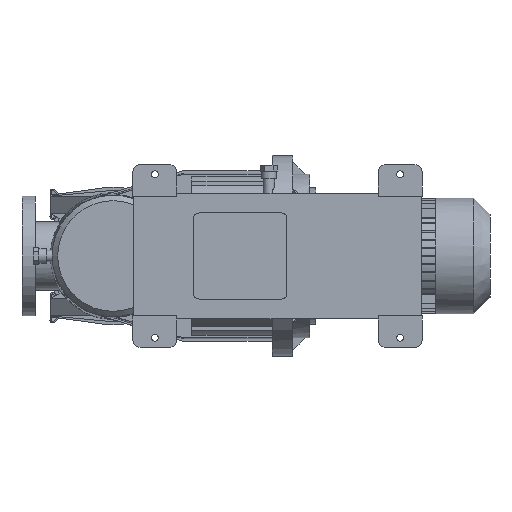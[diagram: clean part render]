
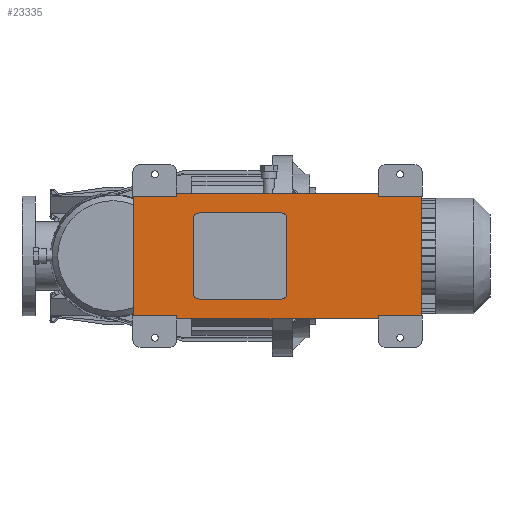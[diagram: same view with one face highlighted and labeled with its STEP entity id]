
A CAD part, front view. The second image highlights one B-rep face of the part: STEP entity #23335.
In plain terms, the highlighted planar face has unit normal (0, -1, 0).
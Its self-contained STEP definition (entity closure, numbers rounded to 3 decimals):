
#718=CIRCLE('',#24277,10.);
#720=CIRCLE('',#24280,10.);
#722=CIRCLE('',#24283,10.);
#724=CIRCLE('',#24286,10.);
#1669=ORIENTED_EDGE('',*,*,#6426,.T.);
#1670=ORIENTED_EDGE('',*,*,#6446,.T.);
#1671=ORIENTED_EDGE('',*,*,#6480,.F.);
#1672=ORIENTED_EDGE('',*,*,#6475,.T.);
#1673=ORIENTED_EDGE('',*,*,#6456,.T.);
#1674=ORIENTED_EDGE('',*,*,#6481,.T.);
#1675=ORIENTED_EDGE('',*,*,#6465,.T.);
#1676=ORIENTED_EDGE('',*,*,#6471,.T.);
#1677=ORIENTED_EDGE('',*,*,#6482,.F.);
#1678=ORIENTED_EDGE('',*,*,#6440,.T.);
#1679=ORIENTED_EDGE('',*,*,#6435,.T.);
#1680=ORIENTED_EDGE('',*,*,#6483,.T.);
#1681=ORIENTED_EDGE('',*,*,#6418,.T.);
#1682=ORIENTED_EDGE('',*,*,#6301,.T.);
#1683=ORIENTED_EDGE('',*,*,#6417,.T.);
#1684=ORIENTED_EDGE('',*,*,#6305,.T.);
#1685=ORIENTED_EDGE('',*,*,#6416,.T.);
#1686=ORIENTED_EDGE('',*,*,#6297,.T.);
#1687=ORIENTED_EDGE('',*,*,#6419,.T.);
#1688=ORIENTED_EDGE('',*,*,#6309,.T.);
#6297=EDGE_CURVE('',#8765,#8764,#718,.T.);
#6301=EDGE_CURVE('',#8769,#8768,#720,.T.);
#6305=EDGE_CURVE('',#8773,#8772,#722,.T.);
#6309=EDGE_CURVE('',#8777,#8776,#724,.T.);
#6416=EDGE_CURVE('',#8772,#8765,#10455,.T.);
#6417=EDGE_CURVE('',#8768,#8773,#10456,.T.);
#6418=EDGE_CURVE('',#8776,#8769,#10457,.T.);
#6419=EDGE_CURVE('',#8764,#8777,#10458,.T.);
#6426=EDGE_CURVE('',#8858,#8859,#10463,.T.);
#6435=EDGE_CURVE('',#8864,#8865,#10470,.T.);
#6440=EDGE_CURVE('',#8867,#8864,#10475,.T.);
#6446=EDGE_CURVE('',#8859,#8870,#10481,.T.);
#6456=EDGE_CURVE('',#8876,#8877,#10489,.T.);
#6465=EDGE_CURVE('',#8882,#8883,#10496,.T.);
#6471=EDGE_CURVE('',#8883,#8885,#10502,.T.);
#6475=EDGE_CURVE('',#8888,#8876,#10506,.T.);
#6480=EDGE_CURVE('',#8888,#8870,#10511,.T.);
#6481=EDGE_CURVE('',#8877,#8882,#10512,.T.);
#6482=EDGE_CURVE('',#8867,#8885,#10513,.T.);
#6483=EDGE_CURVE('',#8865,#8858,#10514,.T.);
#8764=VERTEX_POINT('',#30800);
#8765=VERTEX_POINT('',#30802);
#8768=VERTEX_POINT('',#30809);
#8769=VERTEX_POINT('',#30811);
#8772=VERTEX_POINT('',#30818);
#8773=VERTEX_POINT('',#30820);
#8776=VERTEX_POINT('',#30827);
#8777=VERTEX_POINT('',#30829);
#8858=VERTEX_POINT('',#31065);
#8859=VERTEX_POINT('',#31066);
#8864=VERTEX_POINT('',#31083);
#8865=VERTEX_POINT('',#31084);
#8867=VERTEX_POINT('',#31093);
#8870=VERTEX_POINT('',#31103);
#8876=VERTEX_POINT('',#31125);
#8877=VERTEX_POINT('',#31126);
#8882=VERTEX_POINT('',#31143);
#8883=VERTEX_POINT('',#31144);
#8885=VERTEX_POINT('',#31153);
#8888=VERTEX_POINT('',#31163);
#10455=LINE('',#31044,#11959);
#10456=LINE('',#31046,#11960);
#10457=LINE('',#31048,#11961);
#10458=LINE('',#31050,#11962);
#10463=LINE('',#31064,#11967);
#10470=LINE('',#31082,#11974);
#10475=LINE('',#31092,#11979);
#10481=LINE('',#31104,#11985);
#10489=LINE('',#31124,#11993);
#10496=LINE('',#31142,#12000);
#10502=LINE('',#31154,#12006);
#10506=LINE('',#31162,#12010);
#10511=LINE('',#31172,#12015);
#10512=LINE('',#31173,#12016);
#10513=LINE('',#31174,#12017);
#10514=LINE('',#31175,#12018);
#11959=VECTOR('',#26191,1000.);
#11960=VECTOR('',#26194,1000.);
#11961=VECTOR('',#26197,1000.);
#11962=VECTOR('',#26200,1000.);
#11967=VECTOR('',#26215,1000.);
#11974=VECTOR('',#26232,1000.);
#11979=VECTOR('',#26241,1000.);
#11985=VECTOR('',#26251,1000.);
#11993=VECTOR('',#26273,1000.);
#12000=VECTOR('',#26290,1000.);
#12006=VECTOR('',#26300,1000.);
#12010=VECTOR('',#26308,1000.);
#12015=VECTOR('',#26319,1000.);
#12016=VECTOR('',#26320,1000.);
#12017=VECTOR('',#26321,1000.);
#12018=VECTOR('',#26322,1000.);
#13432=EDGE_LOOP('',(#1669,#1670,#1671,#1672,#1673,#1674,#1675,#1676,#1677,
#1678,#1679,#1680));
#13433=EDGE_LOOP('',(#1681,#1682,#1683,#1684,#1685,#1686,#1687,#1688));
#14601=FACE_BOUND('',#13432,.T.);
#14602=FACE_BOUND('',#13433,.T.);
#15733=PLANE('',#24384);
#23335=ADVANCED_FACE('',(#14601,#14602),#15733,.F.);
#24277=AXIS2_PLACEMENT_3D('',#30801,#25965,#25966);
#24280=AXIS2_PLACEMENT_3D('',#30810,#25973,#25974);
#24283=AXIS2_PLACEMENT_3D('',#30819,#25981,#25982);
#24286=AXIS2_PLACEMENT_3D('',#30828,#25989,#25990);
#24384=AXIS2_PLACEMENT_3D('',#31171,#26317,#26318);
#25965=DIRECTION('',(0.,1.,0.));
#25966=DIRECTION('',(0.,0.,1.));
#25973=DIRECTION('',(0.,1.,0.));
#25974=DIRECTION('',(0.,0.,1.));
#25981=DIRECTION('',(0.,1.,0.));
#25982=DIRECTION('',(0.,0.,1.));
#25989=DIRECTION('',(0.,1.,0.));
#25990=DIRECTION('',(0.,0.,1.));
#26191=DIRECTION('',(-1.,0.,0.));
#26194=DIRECTION('',(0.,0.,-1.));
#26197=DIRECTION('',(1.,0.,0.));
#26200=DIRECTION('',(0.,0.,1.));
#26215=DIRECTION('',(1.,0.,0.));
#26232=DIRECTION('',(-1.,0.,0.));
#26241=DIRECTION('',(0.,0.,-1.));
#26251=DIRECTION('',(0.,0.,-1.));
#26273=DIRECTION('',(1.,0.,0.));
#26290=DIRECTION('',(-1.,0.,0.));
#26300=DIRECTION('',(0.,0.,1.));
#26308=DIRECTION('',(0.,0.,1.));
#26317=DIRECTION('',(0.,1.,0.));
#26318=DIRECTION('',(0.,0.,1.));
#26319=DIRECTION('',(-1.,0.,0.));
#26320=DIRECTION('',(0.,0.,1.));
#26321=DIRECTION('',(1.,0.,0.));
#26322=DIRECTION('',(0.,0.,-1.));
#30800=CARTESIAN_POINT('',(-154.,0.,-69.));
#30801=CARTESIAN_POINT('',(-144.,0.,-69.));
#30802=CARTESIAN_POINT('',(-144.,0.,-79.));
#30809=CARTESIAN_POINT('',(17.,0.,69.));
#30810=CARTESIAN_POINT('',(7.,0.,69.));
#30811=CARTESIAN_POINT('',(7.,0.,79.));
#30818=CARTESIAN_POINT('',(7.,0.,-79.));
#30819=CARTESIAN_POINT('',(7.,0.,-69.));
#30820=CARTESIAN_POINT('',(17.,0.,-69.));
#30827=CARTESIAN_POINT('',(-144.,0.,79.));
#30828=CARTESIAN_POINT('',(-144.,0.,69.));
#30829=CARTESIAN_POINT('',(-154.,0.,69.));
#31044=CARTESIAN_POINT('',(17.,0.,-79.));
#31046=CARTESIAN_POINT('',(17.,0.,79.));
#31048=CARTESIAN_POINT('',(-154.,0.,79.));
#31050=CARTESIAN_POINT('',(-154.,0.,-79.));
#31064=CARTESIAN_POINT('',(-265.,0.,-110.));
#31065=CARTESIAN_POINT('',(-265.,0.,-110.));
#31066=CARTESIAN_POINT('',(-185.,0.,-110.));
#31082=CARTESIAN_POINT('',(-185.,0.,110.));
#31083=CARTESIAN_POINT('',(-185.,0.,110.));
#31084=CARTESIAN_POINT('',(-265.,0.,110.));
#31092=CARTESIAN_POINT('',(-185.,0.,167.5));
#31093=CARTESIAN_POINT('',(-185.,0.,115.));
#31103=CARTESIAN_POINT('',(-185.,0.,-115.));
#31104=CARTESIAN_POINT('',(-185.,0.,-110.));
#31124=CARTESIAN_POINT('',(185.,0.,-110.));
#31125=CARTESIAN_POINT('',(185.,0.,-110.));
#31126=CARTESIAN_POINT('',(265.,0.,-110.));
#31142=CARTESIAN_POINT('',(185.,0.,110.));
#31143=CARTESIAN_POINT('',(265.,0.,110.));
#31144=CARTESIAN_POINT('',(185.,0.,110.));
#31153=CARTESIAN_POINT('',(185.,0.,115.));
#31154=CARTESIAN_POINT('',(185.,0.,110.));
#31162=CARTESIAN_POINT('',(185.,0.,-167.5));
#31163=CARTESIAN_POINT('',(185.,0.,-115.));
#31171=CARTESIAN_POINT('',(0.,0.,0.));
#31172=CARTESIAN_POINT('',(265.,0.,-115.));
#31173=CARTESIAN_POINT('',(265.,0.,0.));
#31174=CARTESIAN_POINT('',(-265.,0.,115.));
#31175=CARTESIAN_POINT('',(-265.,0.,0.));
